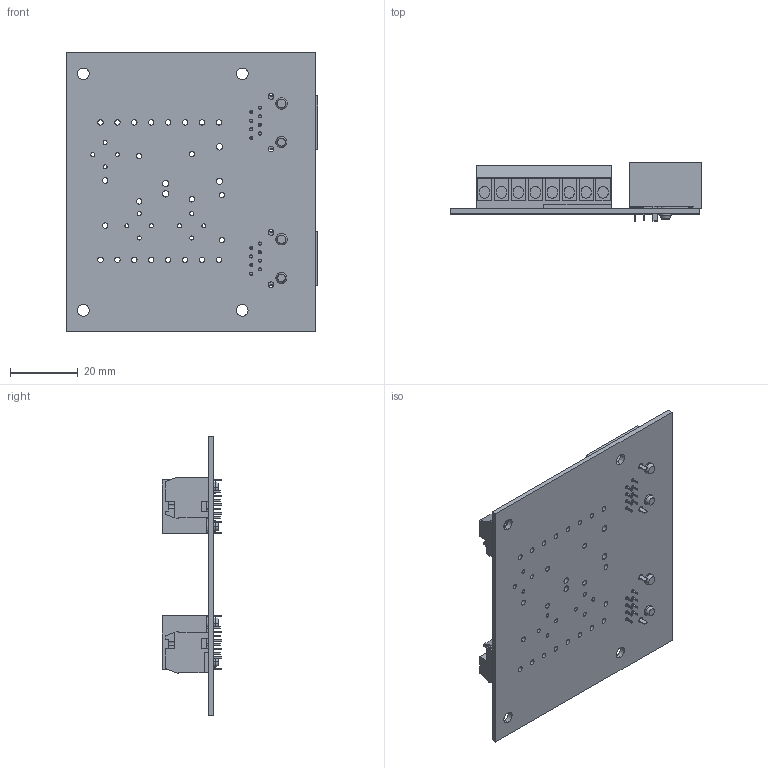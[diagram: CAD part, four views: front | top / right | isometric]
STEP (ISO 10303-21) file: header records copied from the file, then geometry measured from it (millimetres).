
FILE_DESCRIPTION (( 'STEP AP214' ), '1' );
FILE_NAME ('2250-700-E.STEP', '2019-01-25T20:29:12', ( '' ), ( '' ), 'SwSTEP 2.0', 'SolidWorks 2018', '' );
FILE_SCHEMA (( 'AUTOMOTIVE_DESIGN' ));
Length unit declared in the file: inch
Products named in the file (9): 2500-355 rev a; 2500-248; 2200-427; 2250-700-E
Assembly tree (5 placements, depth 2):
  2500-355 rev a
  2500-355 rev a
  2500-248
  2200-427
  2500-248
Bounding box: 74.42 x 17.48 x 82.55 mm (x, y, z)
Volume: 24969.4 mm3; surface area: 24969.8 mm2
Topology: 5 solids, 5 shells, 3179 faces, 8635 edges, 5754 vertices
Faces by surface type: plane 2259, bspline 628, cylinder 284, cone 8
Entity records: 150344 total; most frequent: CARTESIAN_POINT 53343, ORIENTED_EDGE 15016, DIRECTION 11018, EDGE_CURVE 7508, VECTOR 5788, LINE 5788, VERTEX_POINT 5004, EDGE_LOOP 3190
